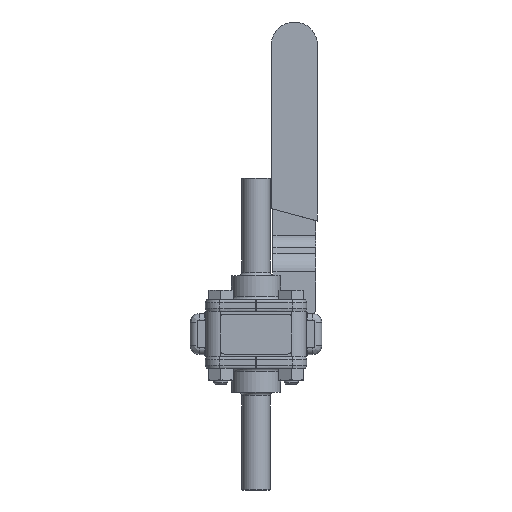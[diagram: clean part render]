
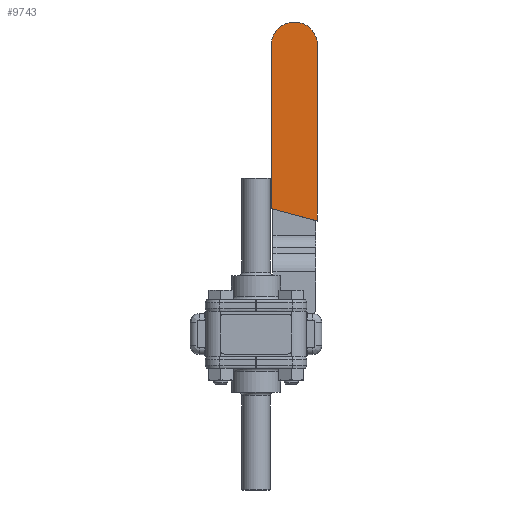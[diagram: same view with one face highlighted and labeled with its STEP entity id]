
A CAD part, front view. The second image highlights one B-rep face of the part: STEP entity #9743.
In plain terms, the highlighted planar face has unit normal (0, -1, 0).
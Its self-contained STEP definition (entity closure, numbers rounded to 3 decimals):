
#611=PLANE('',#10561);
#1004=LINE('',#19847,#1468);
#1010=LINE('',#19859,#1474);
#1011=LINE('',#19862,#1475);
#1468=VECTOR('',#12361,21.563);
#1474=VECTOR('',#12369,79.188);
#1475=VECTOR('',#12372,73.607);
#2814=FACE_OUTER_BOUND('',#3428,.T.);
#3428=EDGE_LOOP('',(#8017,#8018,#8019,#8020));
#4035=CIRCLE('',#10562,10.414);
#4781=VERTEX_POINT('',#19844);
#4782=VERTEX_POINT('',#19846);
#4787=VERTEX_POINT('',#19858);
#4788=VERTEX_POINT('',#19860);
#5930=EDGE_CURVE('',#4781,#4782,#1004,.T.);
#5936=EDGE_CURVE('',#4787,#4781,#1010,.T.);
#5937=EDGE_CURVE('',#4788,#4787,#4035,.T.);
#5938=EDGE_CURVE('',#4782,#4788,#1011,.T.);
#8017=ORIENTED_EDGE('',*,*,#5936,.F.);
#8018=ORIENTED_EDGE('',*,*,#5937,.F.);
#8019=ORIENTED_EDGE('',*,*,#5938,.F.);
#8020=ORIENTED_EDGE('',*,*,#5930,.F.);
#9743=ADVANCED_FACE('',(#2814),#611,.F.);
#10561=AXIS2_PLACEMENT_3D('',#19857,#12367,#12368);
#10562=AXIS2_PLACEMENT_3D('',#19861,#12370,#12371);
#12361=DIRECTION('',(-0.966,0.,0.259));
#12367=DIRECTION('center_axis',(0.,1.,0.));
#12368=DIRECTION('ref_axis',(0.,0.,-1.));
#12369=DIRECTION('',(0.,0.,-1.));
#12370=DIRECTION('center_axis',(0.,1.,0.));
#12371=DIRECTION('ref_axis',(-1.,0.,0.));
#12372=DIRECTION('',(0.,0.,1.));
#19844=CARTESIAN_POINT('',(27.686,40.35,50.86));
#19846=CARTESIAN_POINT('',(6.858,40.35,56.441));
#19847=CARTESIAN_POINT('',(27.686,40.35,50.86));
#19857=CARTESIAN_POINT('Origin',(17.553,40.35,94.814));
#19858=CARTESIAN_POINT('',(27.686,40.35,130.048));
#19859=CARTESIAN_POINT('',(27.686,40.35,130.048));
#19860=CARTESIAN_POINT('',(6.858,40.35,130.048));
#19861=CARTESIAN_POINT('Origin',(17.272,40.35,130.048));
#19862=CARTESIAN_POINT('',(6.858,40.35,56.441));
